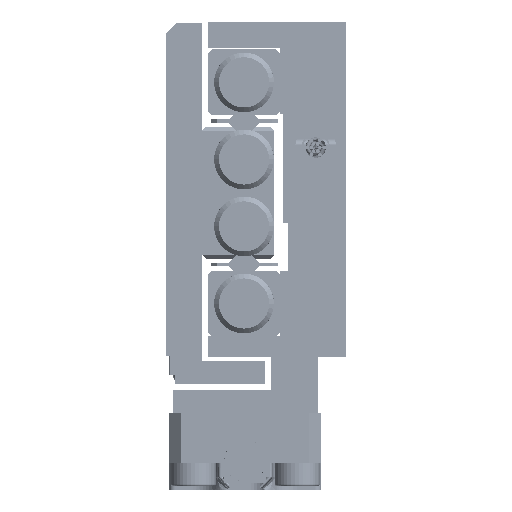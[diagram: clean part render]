
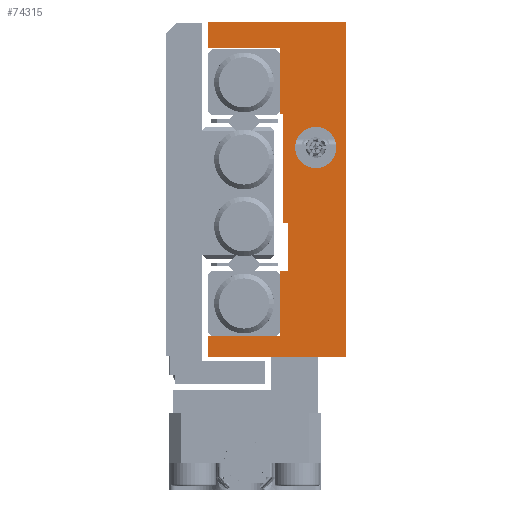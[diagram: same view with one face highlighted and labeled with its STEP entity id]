
A CAD part, left-side view. The second image highlights one B-rep face of the part: STEP entity #74315.
In plain terms, the highlighted planar face has unit normal (-1, 0, 0).
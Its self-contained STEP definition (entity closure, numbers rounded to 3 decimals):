
#358 = VERTEX_POINT ( 'NONE', #44420 ) ;
#490 = CARTESIAN_POINT ( 'NONE',  ( -45., 0., -14. ) ) ;
#551 = ORIENTED_EDGE ( 'NONE', *, *, #34836, .F. ) ;
#1849 = DIRECTION ( 'NONE',  ( 0., 0., 1. ) ) ;
#2215 = CARTESIAN_POINT ( 'NONE',  ( -45., 11.5, -14. ) ) ;
#2505 = DIRECTION ( 'NONE',  ( 0., -1., 0. ) ) ;
#2965 = ORIENTED_EDGE ( 'NONE', *, *, #31626, .F. ) ;
#3645 = CARTESIAN_POINT ( 'NONE',  ( -45., 4.8, -6.8 ) ) ;
#4997 = CARTESIAN_POINT ( 'NONE',  ( -45., 11.5, 14. ) ) ;
#5447 = LINE ( 'NONE', #39049, #29150 ) ;
#6478 = CIRCLE ( 'NONE', #80758, 1.727 ) ;
#6517 = VERTEX_POINT ( 'NONE', #7605 ) ;
#6887 = DIRECTION ( 'NONE',  ( 1., 0., 0. ) ) ;
#7605 = CARTESIAN_POINT ( 'NONE',  ( -45., 4.8, -2.8 ) ) ;
#7697 = CARTESIAN_POINT ( 'NONE',  ( -45., 5.5, -14. ) ) ;
#7974 = CARTESIAN_POINT ( 'NONE',  ( -45., 5.5, -14. ) ) ;
#9051 = VECTOR ( 'NONE', #72574, 1000. ) ;
#9111 = DIRECTION ( 'NONE',  ( 0., 0., -1. ) ) ;
#9472 = VERTEX_POINT ( 'NONE', #72871 ) ;
#10100 = EDGE_CURVE ( 'NONE', #40106, #6517, #32920, .T. ) ;
#13340 = VERTEX_POINT ( 'NONE', #81084 ) ;
#14474 = CIRCLE ( 'NONE', #62614, 1.727 ) ;
#15222 = EDGE_LOOP ( 'NONE', ( #26947, #38810 ) ) ;
#15322 = VERTEX_POINT ( 'NONE', #78047 ) ;
#16039 = LINE ( 'NONE', #42321, #59842 ) ;
#16171 = LINE ( 'NONE', #35546, #82711 ) ;
#16216 = VERTEX_POINT ( 'NONE', #66268 ) ;
#16826 = VECTOR ( 'NONE', #1849, 1000. ) ;
#16931 = DIRECTION ( 'NONE',  ( 0., 1., 0. ) ) ;
#17760 = ORIENTED_EDGE ( 'NONE', *, *, #44382, .F. ) ;
#17842 = EDGE_CURVE ( 'NONE', #16216, #35921, #16171, .T. ) ;
#18269 = CARTESIAN_POINT ( 'NONE',  ( -45., 5.5, -12.3 ) ) ;
#20251 = PLANE ( 'NONE',  #30633 ) ;
#20258 = CARTESIAN_POINT ( 'NONE',  ( -45., 11.5, -14. ) ) ;
#21275 = CARTESIAN_POINT ( 'NONE',  ( -45., 11.5, 14. ) ) ;
#22088 = LINE ( 'NONE', #60866, #16826 ) ;
#22700 = ORIENTED_EDGE ( 'NONE', *, *, #38190, .F. ) ;
#23446 = CARTESIAN_POINT ( 'NONE',  ( -45., 2.5, 1.773 ) ) ;
#24471 = VECTOR ( 'NONE', #28458, 1000. ) ;
#24532 = EDGE_CURVE ( 'NONE', #51548, #41184, #14474, .T. ) ;
#24714 = EDGE_CURVE ( 'NONE', #33495, #42944, #81321, .T. ) ;
#26703 = FACE_BOUND ( 'NONE', #15222, .T. ) ;
#26947 = ORIENTED_EDGE ( 'NONE', *, *, #24532, .F. ) ;
#27367 = ORIENTED_EDGE ( 'NONE', *, *, #76586, .T. ) ;
#28458 = DIRECTION ( 'NONE',  ( 0., 1., 0. ) ) ;
#29150 = VECTOR ( 'NONE', #58874, 1000. ) ;
#29505 = VERTEX_POINT ( 'NONE', #62423 ) ;
#30633 = AXIS2_PLACEMENT_3D ( 'NONE', #78410, #6887, #80088 ) ;
#31534 = CARTESIAN_POINT ( 'NONE',  ( -45., 2.5, 3.5 ) ) ;
#31626 = EDGE_CURVE ( 'NONE', #72106, #29505, #63270, .T. ) ;
#32920 = LINE ( 'NONE', #58373, #9051 ) ;
#33495 = VERTEX_POINT ( 'NONE', #20258 ) ;
#34363 = VERTEX_POINT ( 'NONE', #4997 ) ;
#34836 = EDGE_CURVE ( 'NONE', #68011, #9472, #73014, .T. ) ;
#34908 = CARTESIAN_POINT ( 'NONE',  ( -45., 5.5, -12.3 ) ) ;
#35546 = CARTESIAN_POINT ( 'NONE',  ( -45., 5.5, 11.8 ) ) ;
#35921 = VERTEX_POINT ( 'NONE', #40403 ) ;
#36084 = CARTESIAN_POINT ( 'NONE',  ( -45., 5.5, -14. ) ) ;
#36913 = EDGE_LOOP ( 'NONE', ( #70458, #22700, #551, #37307, #84630, #68546, #37248, #77382, #27367, #63148, #79163, #17760, #2965, #62970 ) ) ;
#37248 = ORIENTED_EDGE ( 'NONE', *, *, #76087, .T. ) ;
#37307 = ORIENTED_EDGE ( 'NONE', *, *, #64435, .T. ) ;
#37413 = CARTESIAN_POINT ( 'NONE',  ( -45., 5.2, 6.3 ) ) ;
#38190 = EDGE_CURVE ( 'NONE', #9472, #40106, #16039, .T. ) ;
#38810 = ORIENTED_EDGE ( 'NONE', *, *, #84612, .F. ) ;
#39049 = CARTESIAN_POINT ( 'NONE',  ( -45., 5.5, 14. ) ) ;
#40106 = VERTEX_POINT ( 'NONE', #3645 ) ;
#40403 = CARTESIAN_POINT ( 'NONE',  ( -45., 5.5, 11.8 ) ) ;
#41184 = VERTEX_POINT ( 'NONE', #23446 ) ;
#41294 = LINE ( 'NONE', #7697, #71947 ) ;
#41532 = LINE ( 'NONE', #21275, #74626 ) ;
#42321 = CARTESIAN_POINT ( 'NONE',  ( -45., 5.5, -6.8 ) ) ;
#42944 = VERTEX_POINT ( 'NONE', #490 ) ;
#44382 = EDGE_CURVE ( 'NONE', #29505, #13340, #82393, .T. ) ;
#44420 = CARTESIAN_POINT ( 'NONE',  ( -45., 11.5, -12.3 ) ) ;
#46164 = LINE ( 'NONE', #34908, #24471 ) ;
#46493 = DIRECTION ( 'NONE',  ( 0., 0., 1. ) ) ;
#47573 = DIRECTION ( 'NONE',  ( 0., 0., -1. ) ) ;
#51548 = VERTEX_POINT ( 'NONE', #73919 ) ;
#52563 = FACE_OUTER_BOUND ( 'NONE', #36913, .T. ) ;
#52954 = EDGE_CURVE ( 'NONE', #13340, #35921, #41294, .T. ) ;
#53246 = VECTOR ( 'NONE', #16931, 1000. ) ;
#54080 = DIRECTION ( 'NONE',  ( 0., -1., 0. ) ) ;
#54118 = VECTOR ( 'NONE', #80317, 1000. ) ;
#55814 = CARTESIAN_POINT ( 'NONE',  ( -45., 5.2, -2.8 ) ) ;
#56552 = EDGE_CURVE ( 'NONE', #358, #33495, #69382, .T. ) ;
#57837 = CARTESIAN_POINT ( 'NONE',  ( -45., 5.5, 6.3 ) ) ;
#58373 = CARTESIAN_POINT ( 'NONE',  ( -45., 4.8, -6.8 ) ) ;
#58874 = DIRECTION ( 'NONE',  ( 0., -1., 0. ) ) ;
#59842 = VECTOR ( 'NONE', #68560, 1000. ) ;
#60866 = CARTESIAN_POINT ( 'NONE',  ( -45., 0., -14. ) ) ;
#61167 = VECTOR ( 'NONE', #9111, 1000. ) ;
#61314 = VECTOR ( 'NONE', #2505, 1000. ) ;
#62423 = CARTESIAN_POINT ( 'NONE',  ( -45., 5.2, 6.3 ) ) ;
#62611 = LINE ( 'NONE', #63467, #81495 ) ;
#62614 = AXIS2_PLACEMENT_3D ( 'NONE', #31534, #79211, #79627 ) ;
#62749 = DIRECTION ( 'NONE',  ( 0., 0., 1. ) ) ;
#62970 = ORIENTED_EDGE ( 'NONE', *, *, #76753, .F. ) ;
#63148 = ORIENTED_EDGE ( 'NONE', *, *, #17842, .T. ) ;
#63270 = LINE ( 'NONE', #37413, #71959 ) ;
#63467 = CARTESIAN_POINT ( 'NONE',  ( -45., 4.8, -2.8 ) ) ;
#63699 = DIRECTION ( 'NONE',  ( 0., 0., 1. ) ) ;
#64435 = EDGE_CURVE ( 'NONE', #68011, #358, #46164, .T. ) ;
#64465 = CARTESIAN_POINT ( 'NONE',  ( -45., 2.5, 3.5 ) ) ;
#66268 = CARTESIAN_POINT ( 'NONE',  ( -45., 11.5, 11.8 ) ) ;
#68011 = VERTEX_POINT ( 'NONE', #18269 ) ;
#68546 = ORIENTED_EDGE ( 'NONE', *, *, #24714, .T. ) ;
#68560 = DIRECTION ( 'NONE',  ( 0., -1., 0. ) ) ;
#69382 = LINE ( 'NONE', #2215, #61167 ) ;
#69913 = DIRECTION ( 'NONE',  ( 0., 1., 0. ) ) ;
#70458 = ORIENTED_EDGE ( 'NONE', *, *, #10100, .F. ) ;
#71404 = EDGE_CURVE ( 'NONE', #34363, #15322, #5447, .T. ) ;
#71947 = VECTOR ( 'NONE', #46493, 1000. ) ;
#71959 = VECTOR ( 'NONE', #63699, 1000. ) ;
#72106 = VERTEX_POINT ( 'NONE', #55814 ) ;
#72574 = DIRECTION ( 'NONE',  ( 0., 0., 1. ) ) ;
#72871 = CARTESIAN_POINT ( 'NONE',  ( -45., 5.5, -6.8 ) ) ;
#73014 = LINE ( 'NONE', #7974, #54118 ) ;
#73919 = CARTESIAN_POINT ( 'NONE',  ( -45., 2.5, 5.227 ) ) ;
#74315 = ADVANCED_FACE ( 'NONE', ( #26703, #52563 ), #20251, .F. ) ;
#74626 = VECTOR ( 'NONE', #47573, 1000. ) ;
#76087 = EDGE_CURVE ( 'NONE', #42944, #15322, #22088, .T. ) ;
#76586 = EDGE_CURVE ( 'NONE', #34363, #16216, #41532, .T. ) ;
#76753 = EDGE_CURVE ( 'NONE', #6517, #72106, #62611, .T. ) ;
#77382 = ORIENTED_EDGE ( 'NONE', *, *, #71404, .F. ) ;
#78047 = CARTESIAN_POINT ( 'NONE',  ( -45., 0., 14. ) ) ;
#78410 = CARTESIAN_POINT ( 'NONE',  ( -45., 5.5, -14. ) ) ;
#79163 = ORIENTED_EDGE ( 'NONE', *, *, #52954, .F. ) ;
#79211 = DIRECTION ( 'NONE',  ( -1., 0., 0. ) ) ;
#79627 = DIRECTION ( 'NONE',  ( 0., 0., 1. ) ) ;
#80088 = DIRECTION ( 'NONE',  ( 0., 0., -1. ) ) ;
#80317 = DIRECTION ( 'NONE',  ( 0., 0., 1. ) ) ;
#80758 = AXIS2_PLACEMENT_3D ( 'NONE', #64465, #83395, #62749 ) ;
#81084 = CARTESIAN_POINT ( 'NONE',  ( -45., 5.5, 6.3 ) ) ;
#81321 = LINE ( 'NONE', #36084, #61314 ) ;
#81495 = VECTOR ( 'NONE', #69913, 1000. ) ;
#82393 = LINE ( 'NONE', #57837, #53246 ) ;
#82711 = VECTOR ( 'NONE', #54080, 1000. ) ;
#83395 = DIRECTION ( 'NONE',  ( -1., 0., 0. ) ) ;
#84612 = EDGE_CURVE ( 'NONE', #41184, #51548, #6478, .T. ) ;
#84630 = ORIENTED_EDGE ( 'NONE', *, *, #56552, .T. ) ;
